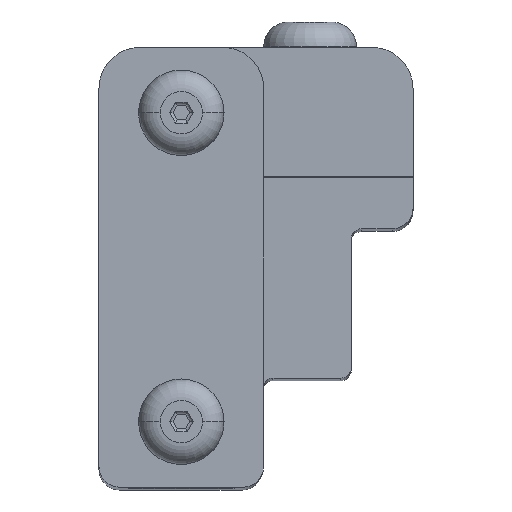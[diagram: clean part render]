
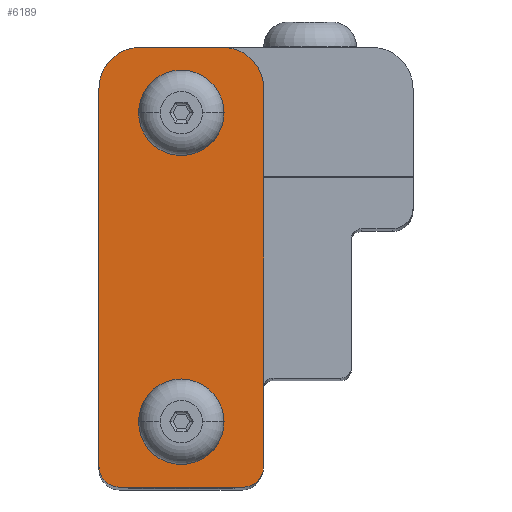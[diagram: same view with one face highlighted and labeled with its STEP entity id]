
A CAD part, top view. The second image highlights one B-rep face of the part: STEP entity #6189.
In plain terms, the highlighted planar face has unit normal (0, 0, 1).
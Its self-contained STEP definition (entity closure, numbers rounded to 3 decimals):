
#358 = AXIS2_PLACEMENT_3D ( 'NONE', #567, #568, #569 ) ;
#359 = AXIS2_PLACEMENT_3D ( 'NONE', #571, #572, #573 ) ;
#361 = AXIS2_PLACEMENT_3D ( 'NONE', #580, #581, #582 ) ;
#362 = AXIS2_PLACEMENT_3D ( 'NONE', #584, #585, #586 ) ;
#363 = AXIS2_PLACEMENT_3D ( 'NONE', #589, #590, #591 ) ;
#373 = AXIS2_PLACEMENT_3D ( 'NONE', #693, #694, #695 ) ;
#374 = AXIS2_PLACEMENT_3D ( 'NONE', #697, #698, #699 ) ;
#375 = AXIS2_PLACEMENT_3D ( 'NONE', #701, #702, #703 ) ;
#567 = CARTESIAN_POINT ( 'NONE',  ( 8., -36.35, 156.5 ) ) ;
#568 = DIRECTION ( 'NONE',  ( 0., 0., 1. ) ) ;
#569 = DIRECTION ( 'NONE',  ( -1., 0., 0. ) ) ;
#571 = CARTESIAN_POINT ( 'NONE',  ( 8., -6.35, 156.5 ) ) ;
#572 = DIRECTION ( 'NONE',  ( 0., 0., 1. ) ) ;
#573 = DIRECTION ( 'NONE',  ( -1., 0., 0. ) ) ;
#580 = CARTESIAN_POINT ( 'NONE',  ( 8., -6.35, 156.5 ) ) ;
#581 = DIRECTION ( 'NONE',  ( 0., 0., 1. ) ) ;
#582 = DIRECTION ( 'NONE',  ( -1., 0., 0. ) ) ;
#584 = CARTESIAN_POINT ( 'NONE',  ( 12., -4., 156.5 ) ) ;
#585 = DIRECTION ( 'NONE',  ( 0., 0., 1. ) ) ;
#586 = DIRECTION ( 'NONE',  ( -1., 0., 0. ) ) ;
#589 = CARTESIAN_POINT ( 'NONE',  ( 4., -4., 156.5 ) ) ;
#590 = DIRECTION ( 'NONE',  ( 0., 0., 1. ) ) ;
#591 = DIRECTION ( 'NONE',  ( 1., 0., 0. ) ) ;
#592 = CARTESIAN_POINT ( 'NONE',  ( 4., 0., 156.5 ) ) ;
#593 = DIRECTION ( 'NONE',  ( -1., 0., 0. ) ) ;
#686 = CARTESIAN_POINT ( 'NONE',  ( 16., -40.7, 156.5 ) ) ;
#687 = DIRECTION ( 'NONE',  ( 0., 1., 0. ) ) ;
#691 = CARTESIAN_POINT ( 'NONE',  ( 0., -40.7, 156.5 ) ) ;
#692 = DIRECTION ( 'NONE',  ( 0., -1., 0. ) ) ;
#693 = CARTESIAN_POINT ( 'NONE',  ( 8., -36.35, 156.5 ) ) ;
#694 = DIRECTION ( 'NONE',  ( 0., 0., 1. ) ) ;
#695 = DIRECTION ( 'NONE',  ( -1., 0., 0. ) ) ;
#697 = CARTESIAN_POINT ( 'NONE',  ( 14., -40.7, 156.5 ) ) ;
#698 = DIRECTION ( 'NONE',  ( 0., 0., 1. ) ) ;
#699 = DIRECTION ( 'NONE',  ( -1., 0., 0. ) ) ;
#700 = DIRECTION ( 'NONE',  ( 1., 0., 0. ) ) ;
#701 = CARTESIAN_POINT ( 'NONE',  ( 2., -40.7, 156.5 ) ) ;
#702 = DIRECTION ( 'NONE',  ( 0., 0., 1. ) ) ;
#703 = DIRECTION ( 'NONE',  ( -1., 0., 0. ) ) ;
#705 = CARTESIAN_POINT ( 'NONE',  ( 2., -42.7, 156.5 ) ) ;
#1051 = ORIENTED_EDGE ( 'NONE', *, *, #2784, .F. ) ;
#1060 = ORIENTED_EDGE ( 'NONE', *, *, #2747, .T. ) ;
#1075 = ORIENTED_EDGE ( 'NONE', *, *, #2741, .F. ) ;
#1110 = ORIENTED_EDGE ( 'NONE', *, *, #2742, .F. ) ;
#1111 = ORIENTED_EDGE ( 'NONE', *, *, #2750, .T. ) ;
#1112 = ORIENTED_EDGE ( 'NONE', *, *, #2748, .T. ) ;
#1121 = ORIENTED_EDGE ( 'NONE', *, *, #2785, .T. ) ;
#1123 = ORIENTED_EDGE ( 'NONE', *, *, #2786, .T. ) ;
#1133 = ORIENTED_EDGE ( 'NONE', *, *, #2783, .T. ) ;
#1143 = ORIENTED_EDGE ( 'NONE', *, *, #2746, .F. ) ;
#1152 = ORIENTED_EDGE ( 'NONE', *, *, #2789, .T. ) ;
#1166 = ORIENTED_EDGE ( 'NONE', *, *, #2787, .T. ) ;
#1444 = EDGE_LOOP ( 'NONE', ( #1051, #1075 ) ) ;
#1838 = VERTEX_POINT ( 'NONE', #2372 ) ;
#1848 = VERTEX_POINT ( 'NONE', #2385 ) ;
#1884 = VERTEX_POINT ( 'NONE', #2428 ) ;
#1885 = VERTEX_POINT ( 'NONE', #2430 ) ;
#1899 = VERTEX_POINT ( 'NONE', #2445 ) ;
#2166 = VERTEX_POINT ( 'NONE', #2487 ) ;
#2247 = VERTEX_POINT ( 'NONE', #2498 ) ;
#2327 = VERTEX_POINT ( 'NONE', #2510 ) ;
#2372 = CARTESIAN_POINT ( 'NONE',  ( 0., -4., 156.5 ) ) ;
#2381 = VERTEX_POINT ( 'NONE', #2514 ) ;
#2385 = CARTESIAN_POINT ( 'NONE',  ( 2., -42.7, 156.5 ) ) ;
#2428 = CARTESIAN_POINT ( 'NONE',  ( 16., -40.7, 156.5 ) ) ;
#2430 = CARTESIAN_POINT ( 'NONE',  ( 16., -4., 156.5 ) ) ;
#2440 = VERTEX_POINT ( 'NONE', #2513 ) ;
#2445 = CARTESIAN_POINT ( 'NONE',  ( 0., -40.7, 156.5 ) ) ;
#2449 = VERTEX_POINT ( 'NONE', #2523 ) ;
#2463 = VERTEX_POINT ( 'NONE', #2526 ) ;
#2487 = CARTESIAN_POINT ( 'NONE',  ( 4., 0., 156.5 ) ) ;
#2498 = CARTESIAN_POINT ( 'NONE',  ( 14., -42.7, 156.5 ) ) ;
#2510 = CARTESIAN_POINT ( 'NONE',  ( 12., 0., 156.5 ) ) ;
#2513 = CARTESIAN_POINT ( 'NONE',  ( 12.15, -36.35, 156.5 ) ) ;
#2514 = CARTESIAN_POINT ( 'NONE',  ( 3.85, -36.35, 156.5 ) ) ;
#2523 = CARTESIAN_POINT ( 'NONE',  ( 12.15, -6.35, 156.5 ) ) ;
#2526 = CARTESIAN_POINT ( 'NONE',  ( 3.85, -6.35, 156.5 ) ) ;
#2741 = EDGE_CURVE ( 'NONE', #2440, #2381, #5086, .T. ) ;
#2742 = EDGE_CURVE ( 'NONE', #2463, #2449, #5087, .T. ) ;
#2746 = EDGE_CURVE ( 'NONE', #2449, #2463, #5088, .T. ) ;
#2747 = EDGE_CURVE ( 'NONE', #1885, #2327, #5094, .T. ) ;
#2748 = EDGE_CURVE ( 'NONE', #2166, #1838, #5093, .T. ) ;
#2750 = EDGE_CURVE ( 'NONE', #2327, #2166, #5097, .T. ) ;
#2783 = EDGE_CURVE ( 'NONE', #1838, #1899, #5130, .T. ) ;
#2784 = EDGE_CURVE ( 'NONE', #2381, #2440, #5132, .T. ) ;
#2785 = EDGE_CURVE ( 'NONE', #1884, #1885, #5134, .T. ) ;
#2786 = EDGE_CURVE ( 'NONE', #2247, #1884, #5135, .T. ) ;
#2787 = EDGE_CURVE ( 'NONE', #1899, #1848, #5137, .T. ) ;
#2789 = EDGE_CURVE ( 'NONE', #1848, #2247, #5126, .T. ) ;
#2830 = EDGE_LOOP ( 'NONE', ( #1060, #1111, #1112, #1133, #1166, #1152, #1123, #1121 ) ) ;
#2875 = EDGE_LOOP ( 'NONE', ( #1110, #1143 ) ) ;
#3662 = FACE_BOUND ( 'NONE', #2875, .T. ) ;
#3663 = FACE_BOUND ( 'NONE', #1444, .T. ) ;
#3666 = FACE_OUTER_BOUND ( 'NONE', #2830, .T. ) ;
#5086 = CIRCLE ( 'NONE', #358, 4.15 ) ;
#5087 = CIRCLE ( 'NONE', #359, 4.15 ) ;
#5088 = CIRCLE ( 'NONE', #361, 4.15 ) ;
#5093 = CIRCLE ( 'NONE', #363, 4. ) ;
#5094 = CIRCLE ( 'NONE', #362, 4. ) ;
#5097 = LINE ( 'NONE', #592, #5100 ) ;
#5100 = VECTOR ( 'NONE', #593, 1000. ) ;
#5126 = LINE ( 'NONE', #705, #5141 ) ;
#5130 = LINE ( 'NONE', #691, #5133 ) ;
#5132 = CIRCLE ( 'NONE', #373, 4.15 ) ;
#5133 = VECTOR ( 'NONE', #692, 1000. ) ;
#5134 = LINE ( 'NONE', #686, #5136 ) ;
#5135 = CIRCLE ( 'NONE', #374, 2. ) ;
#5136 = VECTOR ( 'NONE', #687, 1000. ) ;
#5137 = CIRCLE ( 'NONE', #375, 2. ) ;
#5141 = VECTOR ( 'NONE', #700, 1000. ) ;
#5904 = DIRECTION ( 'NONE',  ( 0., 0., -1. ) ) ;
#5908 = CARTESIAN_POINT ( 'NONE',  ( 12., -4., 156.5 ) ) ;
#5909 = PLANE ( 'NONE',  #5997 ) ;
#5910 = DIRECTION ( 'NONE',  ( -1., 0., 0. ) ) ;
#5997 = AXIS2_PLACEMENT_3D ( 'NONE', #5908, #5904, #5910 ) ;
#6189 = ADVANCED_FACE ( 'NONE', ( #3662, #3666, #3663 ), #5909, .F. ) ;
